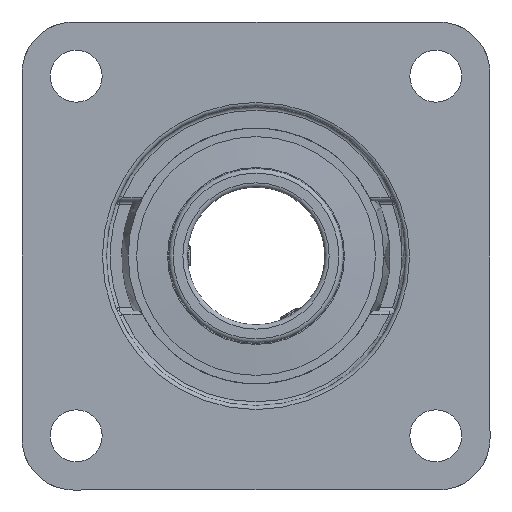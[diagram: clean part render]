
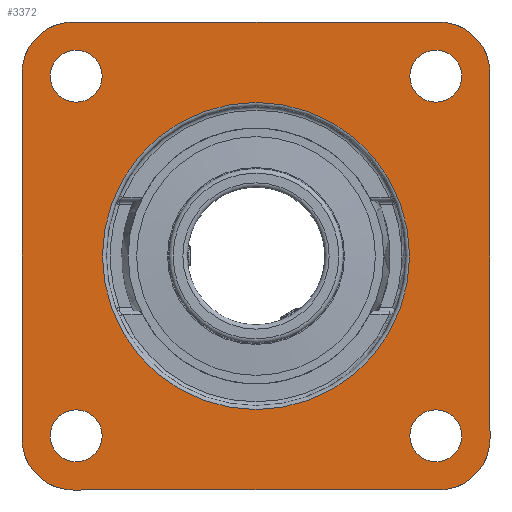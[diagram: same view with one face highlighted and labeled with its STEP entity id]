
A CAD part, left-side view. The second image highlights one B-rep face of the part: STEP entity #3372.
In plain terms, the highlighted face is planar.
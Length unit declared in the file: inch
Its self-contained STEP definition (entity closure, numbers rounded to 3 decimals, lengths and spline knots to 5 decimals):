
#851=VECTOR('',#10121,1.);
#852=VECTOR('',#10122,1.);
#853=VECTOR('',#10125,1.);
#854=VECTOR('',#10126,1.);
#952=LINE('',#5697,#851);
#953=LINE('',#5699,#852);
#954=LINE('',#5703,#853);
#955=LINE('',#5704,#854);
#1159=PLANE('',#3637);
#1293=VERTEX_POINT('',#4752);
#1294=VERTEX_POINT('',#4754);
#1333=VERTEX_POINT('',#5617);
#1334=VERTEX_POINT('',#5619);
#1336=VERTEX_POINT('',#5625);
#1349=VERTEX_POINT('',#5698);
#1350=VERTEX_POINT('',#5700);
#1351=VERTEX_POINT('',#5702);
#1352=VERTEX_POINT('',#5705);
#1353=VERTEX_POINT('',#5708);
#1354=VERTEX_POINT('',#5710);
#1355=VERTEX_POINT('',#5712);
#1356=VERTEX_POINT('',#5714);
#1535=CIRCLE('',#3574,0.468);
#1570=CIRCLE('',#3628,0.468);
#1572=CIRCLE('',#3631,1.395);
#1577=CIRCLE('',#3638,0.468);
#1578=CIRCLE('',#3639,0.468);
#1579=CIRCLE('',#3640,0.23622);
#1580=CIRCLE('',#3641,0.23622);
#1581=CIRCLE('',#3642,0.23622);
#1582=CIRCLE('',#3643,0.23622);
#1755=EDGE_CURVE('',#1293,#1294,#1535,.T.);
#1820=EDGE_CURVE('',#1333,#1334,#1570,.T.);
#1823=EDGE_CURVE('',#1336,#1336,#1572,.T.);
#1836=EDGE_CURVE('',#1349,#1334,#952,.T.);
#1837=EDGE_CURVE('',#1333,#1350,#953,.T.);
#1838=EDGE_CURVE('',#1351,#1350,#1577,.T.);
#1839=EDGE_CURVE('',#1351,#1294,#954,.T.);
#1840=EDGE_CURVE('',#1293,#1352,#955,.T.);
#1841=EDGE_CURVE('',#1349,#1352,#1578,.T.);
#1842=EDGE_CURVE('',#1353,#1353,#1579,.T.);
#1843=EDGE_CURVE('',#1354,#1354,#1580,.T.);
#1844=EDGE_CURVE('',#1355,#1355,#1581,.T.);
#1845=EDGE_CURVE('',#1356,#1356,#1582,.T.);
#2294=ORIENTED_EDGE('',*,*,#1836,.T.);
#2295=ORIENTED_EDGE('',*,*,#1820,.F.);
#2296=ORIENTED_EDGE('',*,*,#1837,.T.);
#2297=ORIENTED_EDGE('',*,*,#1838,.F.);
#2298=ORIENTED_EDGE('',*,*,#1839,.T.);
#2299=ORIENTED_EDGE('',*,*,#1755,.F.);
#2300=ORIENTED_EDGE('',*,*,#1840,.T.);
#2301=ORIENTED_EDGE('',*,*,#1841,.F.);
#2302=ORIENTED_EDGE('',*,*,#1842,.T.);
#2303=ORIENTED_EDGE('',*,*,#1843,.T.);
#2304=ORIENTED_EDGE('',*,*,#1844,.T.);
#2305=ORIENTED_EDGE('',*,*,#1845,.T.);
#2306=ORIENTED_EDGE('',*,*,#1823,.F.);
#2867=EDGE_LOOP('',(#2294,#2295,#2296,#2297,#2298,#2299,#2300,#2301));
#2868=EDGE_LOOP('',(#2302));
#2869=EDGE_LOOP('',(#2303));
#2870=EDGE_LOOP('',(#2304));
#2871=EDGE_LOOP('',(#2305));
#2872=EDGE_LOOP('',(#2306));
#3118=FACE_BOUND('',#2867,.T.);
#3119=FACE_BOUND('',#2868,.T.);
#3120=FACE_BOUND('',#2869,.T.);
#3121=FACE_BOUND('',#2870,.T.);
#3122=FACE_BOUND('',#2871,.T.);
#3123=FACE_BOUND('',#2872,.T.);
#3372=ADVANCED_FACE('',(#3118,#3119,#3120,#3121,#3122,#3123),#1159,.F.);
#3574=AXIS2_PLACEMENT_3D('',#4753,#9979,#9980);
#3628=AXIS2_PLACEMENT_3D('',#5618,#10098,#10099);
#3631=AXIS2_PLACEMENT_3D('',#5624,#10104,#10105);
#3637=AXIS2_PLACEMENT_3D('',#5696,#10120,$);
#3638=AXIS2_PLACEMENT_3D('',#5701,#10123,#10124);
#3639=AXIS2_PLACEMENT_3D('',#5706,#10127,#10128);
#3640=AXIS2_PLACEMENT_3D('',#5707,#10129,#10130);
#3641=AXIS2_PLACEMENT_3D('',#5709,#10131,#10132);
#3642=AXIS2_PLACEMENT_3D('',#5711,#10133,#10134);
#3643=AXIS2_PLACEMENT_3D('',#5713,#10135,#10136);
#4752=CARTESIAN_POINT('',(-1.65798,2.12598,0.));
#4753=CARTESIAN_POINT('',(-1.65798,1.65798,0.));
#4754=CARTESIAN_POINT('',(-2.12598,1.65798,0.));
#5617=CARTESIAN_POINT('',(1.65798,-2.12598,0.));
#5618=CARTESIAN_POINT('',(1.65798,-1.65798,0.));
#5619=CARTESIAN_POINT('',(2.12598,-1.65798,0.));
#5624=CARTESIAN_POINT('',(0.,0.,0.));
#5625=CARTESIAN_POINT('',(0.,1.395,0.));
#5696=CARTESIAN_POINT('',(0.,0.,0.));
#5697=CARTESIAN_POINT('',(2.12598,1.65798,0.));
#5698=CARTESIAN_POINT('',(2.12598,1.65798,0.));
#5699=CARTESIAN_POINT('',(1.65798,-2.12598,0.));
#5700=CARTESIAN_POINT('',(-1.65798,-2.12598,0.));
#5701=CARTESIAN_POINT('',(-1.65798,-1.65798,0.));
#5702=CARTESIAN_POINT('',(-2.12598,-1.65798,0.));
#5703=CARTESIAN_POINT('',(-2.12598,-1.65798,0.));
#5704=CARTESIAN_POINT('',(-1.65798,2.12598,0.));
#5705=CARTESIAN_POINT('',(1.65798,2.12598,0.));
#5706=CARTESIAN_POINT('',(1.65798,1.65798,0.));
#5707=CARTESIAN_POINT('',(-1.63386,1.63386,0.));
#5708=CARTESIAN_POINT('',(-1.87008,1.63386,0.));
#5709=CARTESIAN_POINT('',(-1.63386,-1.63386,0.));
#5710=CARTESIAN_POINT('',(-1.63386,-1.87008,0.));
#5711=CARTESIAN_POINT('',(1.63386,-1.63386,0.));
#5712=CARTESIAN_POINT('',(1.87008,-1.63386,0.));
#5713=CARTESIAN_POINT('',(1.63386,1.63386,0.));
#5714=CARTESIAN_POINT('',(1.63386,1.87008,0.));
#9979=DIRECTION('',(0.,0.,1.));
#9980=DIRECTION('',(0.468,0.,0.));
#10098=DIRECTION('',(0.,0.,1.));
#10099=DIRECTION('',(0.468,0.,0.));
#10104=DIRECTION('',(0.,0.,-1.));
#10105=DIRECTION('',(0.,-1.395,0.));
#10120=DIRECTION('',(0.,0.,1.));
#10121=DIRECTION('',(0.,-1.,0.));
#10122=DIRECTION('',(-1.,0.,0.));
#10123=DIRECTION('',(0.,0.,1.));
#10124=DIRECTION('',(0.468,0.,0.));
#10125=DIRECTION('',(0.,1.,0.));
#10126=DIRECTION('',(1.,0.,0.));
#10127=DIRECTION('',(0.,0.,1.));
#10128=DIRECTION('',(0.468,0.,0.));
#10129=DIRECTION('',(0.,0.,1.));
#10130=DIRECTION('',(0.236,0.,0.));
#10131=DIRECTION('',(0.,0.,1.));
#10132=DIRECTION('',(0.,0.236,0.));
#10133=DIRECTION('',(0.,0.,1.));
#10134=DIRECTION('',(-0.236,0.,0.));
#10135=DIRECTION('',(0.,0.,1.));
#10136=DIRECTION('',(0.,-0.236,0.));
